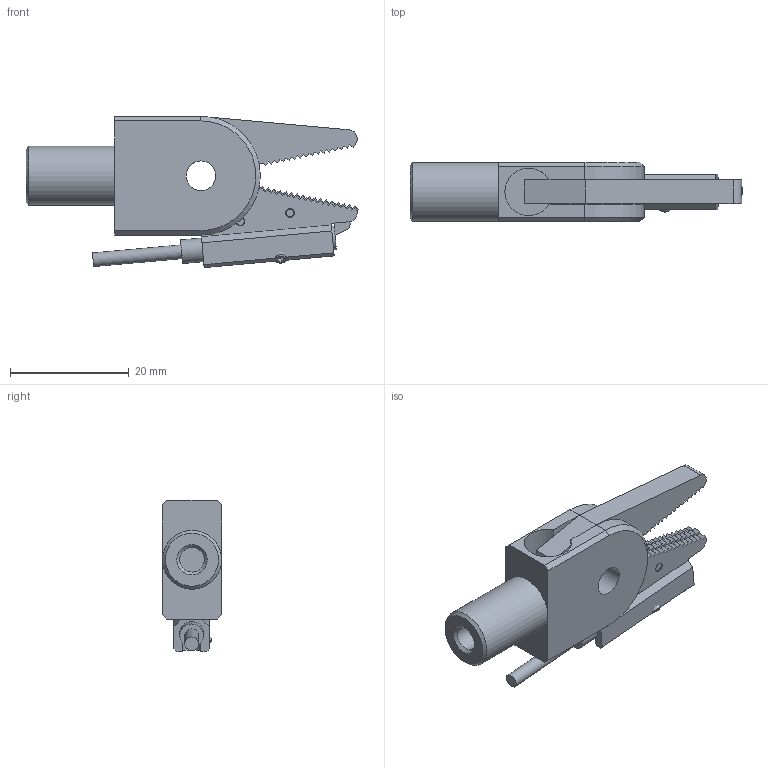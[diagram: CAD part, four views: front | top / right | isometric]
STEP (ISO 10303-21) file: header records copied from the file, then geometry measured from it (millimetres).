
FILE_DESCRIPTION(/* description */ (''),/* implementation_level */ '2;1');
FILE_NAME(/* name */ 'GR04.090-1P_Kd.stp',/* time_stamp */ '2018-08-02T12:51:12+02:00',/* author */ ('JMolter'),/* organization */ (''),/* preprocessor_version */ 'ST-DEVELOPER v16.13',/* originating_system */ 'Autodesk Inventor 2018',/* authorisation */ '');
FILE_SCHEMA (('AUTOMOTIVE_DESIGN { 1 0 10303 214 3 1 1 }'));
Length unit declared in the file: millimetre
Products named in the file (1): GR04.090-1P_Kd
Bounding box: 55.98 x 10 x 25.49 mm (x, y, z)
Surface area: 6563.3 mm2 (no closed solid volume)
Topology: 0 solids, 11 shells, 348 faces, 938 edges, 615 vertices
Faces by surface type: plane 275, cylinder 49, cone 20, sphere 4
Full cylindrical faces by diameter (mm): 1.5 x6, 1.55 x1, 1.567 x1, 2 x7, 2.05 x2, 2.3 x1, 4 x1, 4.1 x1, 4.134 x1, 5 x2, 7 x2, 9.95 x1, 16.5 x1, 17 x1
Entity records: 10878 total; most frequent: CARTESIAN_POINT 1906, ORIENTED_EDGE 1746, DIRECTION 1685, EDGE_CURVE 873, LINE 753, VECTOR 753, VERTEX_POINT 601, AXIS2_PLACEMENT_3D 466
